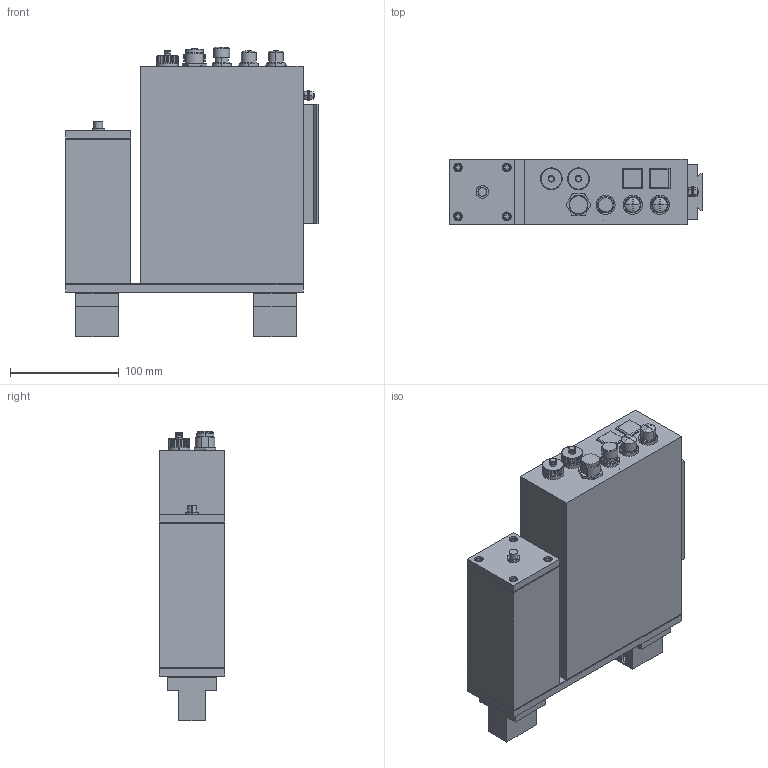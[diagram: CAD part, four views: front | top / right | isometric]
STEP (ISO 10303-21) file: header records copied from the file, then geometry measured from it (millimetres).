
FILE_DESCRIPTION((''),'2;1');
FILE_NAME('532270_CHB-C-P-XL','2015-10-29T',('sven.wechenberger'),(''),'PRO/ENGINEER BY PARAMETRIC TECHNOLOGY CORPORATION, 2009440','PRO/ENGINEER BY PARAMETRIC TECHNOLOGY CORPORATION, 2009440','');
FILE_SCHEMA(('CONFIG_CONTROL_DESIGN'));
Products named in the file (1): 532270_CHB-C-P-XL
Bounding box: 232.6 x 60 x 266.5 mm (x, y, z)
Surface area: 266939.3 mm2 (no closed solid volume)
Topology: 0 solids, 0 shells, 602 faces, 4485 edges, 5828 vertices
Faces by surface type: bspline 586, torus 12, sphere 4
Entity records: 408069 total; most frequent: CARTESIAN_POINT 373873, DIRECTION 6494, TRIMMED_CURVE 5424, VECTOR 4388, LINE 4388, DEFINITIONAL_REPRESENTATION 2884, PCURVE 2884, COMPOSITE_CURVE_SEGMENT 2884
